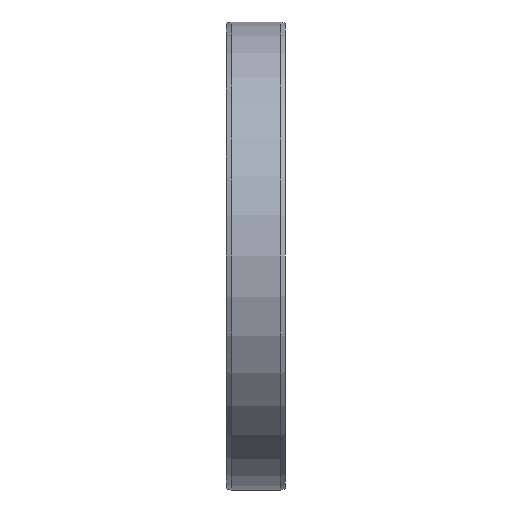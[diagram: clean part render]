
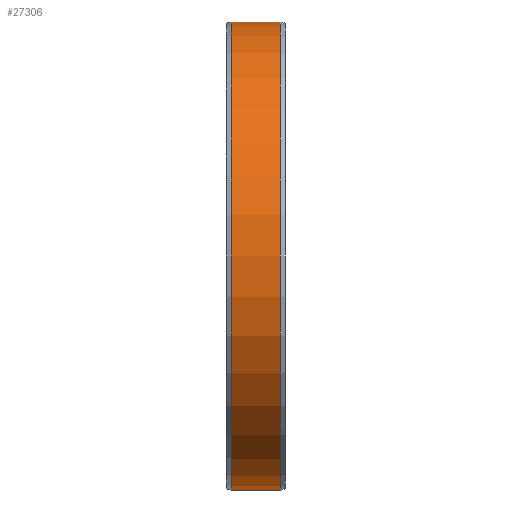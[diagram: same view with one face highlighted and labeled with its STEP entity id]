
A CAD part, left-side view. The second image highlights one B-rep face of the part: STEP entity #27306.
In plain terms, the highlighted cylindrical face has radius 47.5 mm (diameter 95 mm), a partial arc.
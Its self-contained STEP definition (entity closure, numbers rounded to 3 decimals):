
#26582=CARTESIAN_POINT('',(0.,-5.,0.));
#26583=DIRECTION('',(0.,1.,0.));
#26584=DIRECTION('',(0.,0.,-1.));
#26585=AXIS2_PLACEMENT_3D('',#26582,#26583,#26584);
#26590=DIRECTION('',(0.,1.,0.));
#26591=VECTOR('',#26590,10.);
#26592=CARTESIAN_POINT('',(0.,-5.,-47.5));
#26593=LINE('',#26592,#26591);
#26605=DIRECTION('',(0.,1.,0.));
#26606=VECTOR('',#26605,10.);
#26607=CARTESIAN_POINT('',(0.,-5.,47.5));
#26608=LINE('',#26607,#26606);
#26634=CARTESIAN_POINT('',(0.,5.,0.));
#26635=DIRECTION('',(0.,1.,0.));
#26636=DIRECTION('',(0.,0.,-1.));
#26637=AXIS2_PLACEMENT_3D('',#26634,#26635,#26636);
#26943=CARTESIAN_POINT('',(0.,-5.,-47.5));
#26945=VERTEX_POINT('',#26943);
#26946=CARTESIAN_POINT('',(0.,5.,-47.5));
#26947=VERTEX_POINT('',#26946);
#26987=CARTESIAN_POINT('',(0.,-5.,47.5));
#26989=VERTEX_POINT('',#26987);
#26990=CARTESIAN_POINT('',(0.,5.,47.5));
#26991=VERTEX_POINT('',#26990);
#27292=CARTESIAN_POINT('',(0.,-6.6,0.));
#27293=DIRECTION('',(0.,1.,0.));
#27294=DIRECTION('',(0.,0.,-1.));
#27295=AXIS2_PLACEMENT_3D('',#27292,#27293,#27294);
#27296=CYLINDRICAL_SURFACE('',#27295,47.5);
#27298=ORIENTED_EDGE('',*,*,#27297,.T.);
#27300=ORIENTED_EDGE('',*,*,#27299,.T.);
#27302=ORIENTED_EDGE('',*,*,#27301,.F.);
#27303=ORIENTED_EDGE('',*,*,#27285,.F.);
#27304=EDGE_LOOP('',(#27298,#27300,#27302,#27303));
#27305=FACE_OUTER_BOUND('',#27304,.F.);
#26586=CIRCLE('',#26585,47.5);
#26638=CIRCLE('',#26637,47.5);
#27285=EDGE_CURVE('',#26945,#26989,#26586,.T.);
#27297=EDGE_CURVE('',#26945,#26947,#26593,.T.);
#27299=EDGE_CURVE('',#26947,#26991,#26638,.T.);
#27301=EDGE_CURVE('',#26989,#26991,#26608,.T.);
#27306=ADVANCED_FACE('',(#27305),#27296,.T.);
